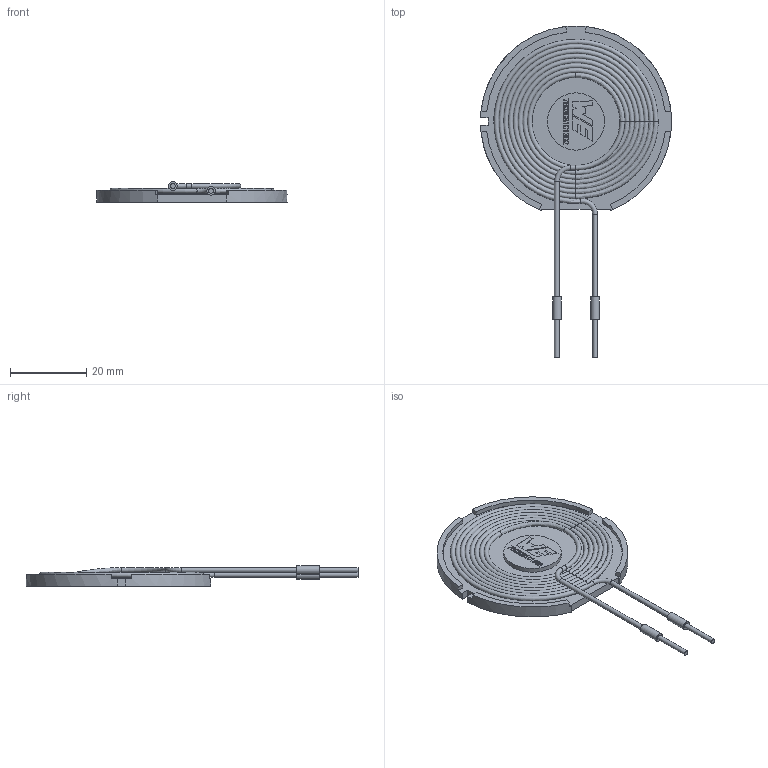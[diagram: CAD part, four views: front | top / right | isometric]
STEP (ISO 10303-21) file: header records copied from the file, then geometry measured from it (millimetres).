
FILE_DESCRIPTION(/* description */ ('Unknown'),/* implementation_level */ '2;1');
FILE_NAME(/* name */ 'L_Wurth_WE-WPCC-TX_760308101302',/* time_stamp */ '2025-04-18T16:00:41+08:00',/* author */ ('Unknown'),/* organization */ ('Unknown'),/* preprocessor_version */ 'ST-DEVELOPER v19.4',/* originating_system */ 'Solid Edge',/* authorisation */ 'Unknown');
FILE_SCHEMA (('AUTOMOTIVE_DESIGN {1 0 10303 214 3 1 1}'));
Length unit declared in the file: millimetre
Products named in the file (2): L_Wurth_WE-WPCC-TX_760308101302
Assembly tree (1 placements, depth 2):
  L_Wurth_WE-WPCC-TX_760308101302
    L_Wurth_WE-WPCC-TX_760308101302
Bounding box: 49.98 x 86.9 x 5.38 mm (x, y, z)
Volume: 5453.4 mm3; surface area: 8211 mm2
Topology: 2 solids, 2 shells, 169 faces, 412 edges, 270 vertices
Faces by surface type: plane 106, bspline 38, cylinder 14, torus 11
Full cylindrical faces by diameter (mm): 1.25 x5, 2.25 x2, 15 x1
Entity records: 8800 total; most frequent: CARTESIAN_POINT 3984, ORIENTED_EDGE 724, DIRECTION 617, EDGE_CURVE 362, VERTEX_POINT 268, FACE_BOUND 246, LINE 245, VECTOR 245
